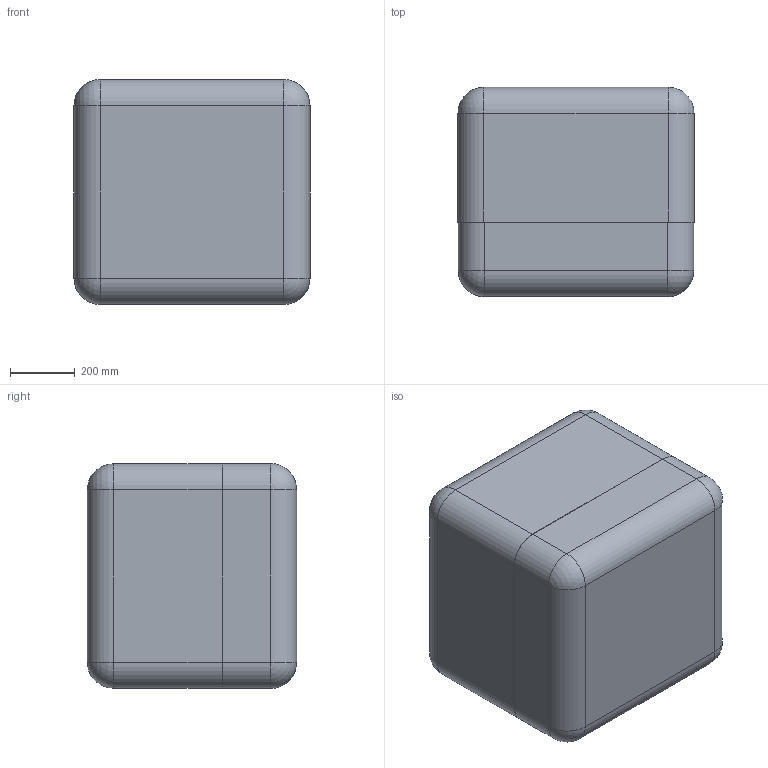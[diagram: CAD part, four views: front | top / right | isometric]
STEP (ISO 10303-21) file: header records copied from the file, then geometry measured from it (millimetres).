
FILE_DESCRIPTION (( 'STEP AP214' ), '1' );
FILE_NAME ('Êîíòåéíåð ÀÄÌÈÐÀË®ÏÐÎÔÅÑÑÈÎÍÀËÜÍÛÅ 066_óïðîùåííàÿ 3D-ìîäåëü.STEP', '2025-08-22T06:37:16', ( '' ), ( '' ), 'SwSTEP 2.0', 'SolidWorks 2021', '' );
FILE_SCHEMA (( 'AUTOMOTIVE_DESIGN' ));
Length unit declared in the file: millimetre
Products named in the file (3): Êîíòåéíåð ÀÄÌÈÐÀË®ÏÐÎÔÅÑÑÈÎÍÀËÜÍÛÅ 066_óïðîùåííàÿ 3D-ìîäåëü; Base_63_REV2-1-1-1-1-1; Êðûøêà 70-1
Assembly tree (2 placements, depth 2):
  Êîíòåéíåð ÀÄÌÈÐÀË®ÏÐÎÔÅÑÑÈÎÍÀËÜÍÛÅ 066_óïðîùåííàÿ 3D-ìîäåëü
    Base_63_REV2-1-1-1-1-1
    Êðûøêà 70-1
Bounding box: 727.36 x 644.27 x 692.41 mm (x, y, z)
Volume: 117143919.9 mm3; surface area: 5750000.9 mm2
Topology: 2 solids, 10 shells, 1384 faces, 3422 edges, 2012 vertices
Faces by surface type: cylinder 571, plane 308, bspline 255, torus 194, sphere 32, cone 24
Entity records: 61530 total; most frequent: CARTESIAN_POINT 30706, ORIENTED_EDGE 6732, DIRECTION 6220, EDGE_CURVE 3366, AXIS2_PLACEMENT_3D 2460, VERTEX_POINT 2012, EDGE_LOOP 1398, FACE_OUTER_BOUND 1384
